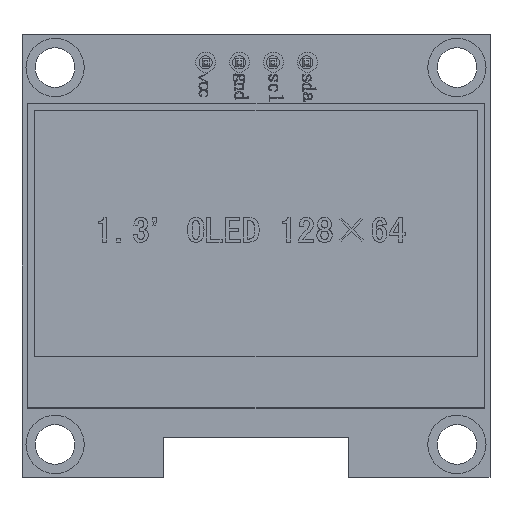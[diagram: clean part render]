
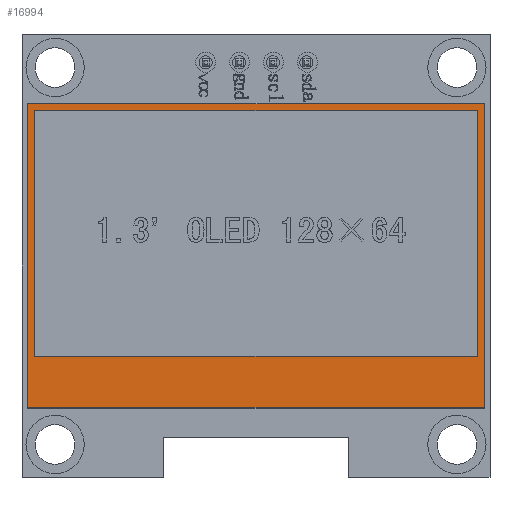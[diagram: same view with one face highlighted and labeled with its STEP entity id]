
A CAD part, top view. The second image highlights one B-rep face of the part: STEP entity #16994.
In plain terms, the highlighted planar face has unit normal (0, 0, 1).
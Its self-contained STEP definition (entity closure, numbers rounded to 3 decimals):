
#581 = EDGE_CURVE ( 'NONE', #36154, #21873, #23956, .T. ) ;
#1123 = LINE ( 'NONE', #13164, #20380 ) ;
#2875 = VERTEX_POINT ( 'NONE', #23066 ) ;
#3076 = ORIENTED_EDGE ( 'NONE', *, *, #6040, .T. ) ;
#3283 = CARTESIAN_POINT ( 'NONE',  ( 0., 15.885, 3. ) ) ;
#3339 = VERTEX_POINT ( 'NONE', #4054 ) ;
#3437 = ORIENTED_EDGE ( 'NONE', *, *, #581, .T. ) ;
#3952 = CARTESIAN_POINT ( 'NONE',  ( -25.333, 16.385, 3. ) ) ;
#3963 = EDGE_CURVE ( 'NONE', #2875, #36154, #18693, .T. ) ;
#4054 = CARTESIAN_POINT ( 'NONE',  ( -24.833, 15.885, 3. ) ) ;
#4227 = CARTESIAN_POINT ( 'NONE',  ( -25.333, 16.385, 3. ) ) ;
#4800 = LINE ( 'NONE', #4227, #23267 ) ;
#4949 = EDGE_CURVE ( 'NONE', #5798, #9541, #4800, .T. ) ;
#5676 = VERTEX_POINT ( 'NONE', #36092 ) ;
#5798 = VERTEX_POINT ( 'NONE', #31210 ) ;
#6040 = EDGE_CURVE ( 'NONE', #5676, #30174, #12172, .T. ) ;
#6137 = ORIENTED_EDGE ( 'NONE', *, *, #7468, .T. ) ;
#6446 = DIRECTION ( 'NONE',  ( 0., 1., 0. ) ) ;
#6777 = AXIS2_PLACEMENT_3D ( 'NONE', #14051, #31891, #23332 ) ;
#7468 = EDGE_CURVE ( 'NONE', #3339, #2875, #32228, .T. ) ;
#7560 = DIRECTION ( 'NONE',  ( 0., -1., 0. ) ) ;
#7720 = VECTOR ( 'NONE', #29834, 1000. ) ;
#7934 = EDGE_CURVE ( 'NONE', #30174, #5798, #21189, .T. ) ;
#7993 = VECTOR ( 'NONE', #7560, 1000. ) ;
#8834 = CARTESIAN_POINT ( 'NONE',  ( 0., -2.715, 3. ) ) ;
#9063 = CARTESIAN_POINT ( 'NONE',  ( 9.167, -6.615, 3. ) ) ;
#9541 = VERTEX_POINT ( 'NONE', #3952 ) ;
#9908 = ORIENTED_EDGE ( 'NONE', *, *, #4949, .T. ) ;
#10351 = FACE_BOUND ( 'NONE', #31983, .T. ) ;
#11722 = ORIENTED_EDGE ( 'NONE', *, *, #3963, .T. ) ;
#11774 = VECTOR ( 'NONE', #23387, 1000. ) ;
#12172 = LINE ( 'NONE', #18171, #7720 ) ;
#12933 = ORIENTED_EDGE ( 'NONE', *, *, #7934, .T. ) ;
#13164 = CARTESIAN_POINT ( 'NONE',  ( -24.833, 0., 3. ) ) ;
#14051 = CARTESIAN_POINT ( 'NONE',  ( 0., 0., 3. ) ) ;
#14601 = CARTESIAN_POINT ( 'NONE',  ( 9.167, 16.385, 3. ) ) ;
#15144 = DIRECTION ( 'NONE',  ( 1., 0., 0. ) ) ;
#16994 = ADVANCED_FACE ( 'NONE', ( #10351, #30747 ), #21823, .T. ) ;
#18171 = CARTESIAN_POINT ( 'NONE',  ( -25.333, -6.615, 3. ) ) ;
#18693 = LINE ( 'NONE', #35971, #26415 ) ;
#18806 = DIRECTION ( 'NONE',  ( 0., 1., 0. ) ) ;
#20380 = VECTOR ( 'NONE', #18806, 1000. ) ;
#20574 = ORIENTED_EDGE ( 'NONE', *, *, #24834, .T. ) ;
#21189 = LINE ( 'NONE', #14601, #26518 ) ;
#21823 = PLANE ( 'NONE',  #6777 ) ;
#21873 = VERTEX_POINT ( 'NONE', #36577 ) ;
#23066 = CARTESIAN_POINT ( 'NONE',  ( 8.667, 15.885, 3. ) ) ;
#23267 = VECTOR ( 'NONE', #27720, 1000. ) ;
#23332 = DIRECTION ( 'NONE',  ( 1., 0., 0. ) ) ;
#23387 = DIRECTION ( 'NONE',  ( -1., 0., 0. ) ) ;
#23956 = LINE ( 'NONE', #8834, #11774 ) ;
#24654 = VECTOR ( 'NONE', #15144, 1000. ) ;
#24834 = EDGE_CURVE ( 'NONE', #9541, #5676, #34161, .T. ) ;
#26415 = VECTOR ( 'NONE', #36741, 1000. ) ;
#26518 = VECTOR ( 'NONE', #6446, 1000. ) ;
#26983 = EDGE_LOOP ( 'NONE', ( #12933, #9908, #20574, #3076 ) ) ;
#27720 = DIRECTION ( 'NONE',  ( -1., 0., 0. ) ) ;
#29834 = DIRECTION ( 'NONE',  ( 1., 0., 0. ) ) ;
#30026 = EDGE_CURVE ( 'NONE', #21873, #3339, #1123, .T. ) ;
#30174 = VERTEX_POINT ( 'NONE', #9063 ) ;
#30684 = CARTESIAN_POINT ( 'NONE',  ( -25.333, 16.385, 3. ) ) ;
#30747 = FACE_OUTER_BOUND ( 'NONE', #26983, .T. ) ;
#31210 = CARTESIAN_POINT ( 'NONE',  ( 9.167, 16.385, 3. ) ) ;
#31891 = DIRECTION ( 'NONE',  ( 0., 0., 1. ) ) ;
#31983 = EDGE_LOOP ( 'NONE', ( #6137, #11722, #3437, #32943 ) ) ;
#32228 = LINE ( 'NONE', #3283, #24654 ) ;
#32943 = ORIENTED_EDGE ( 'NONE', *, *, #30026, .T. ) ;
#34161 = LINE ( 'NONE', #30684, #7993 ) ;
#35555 = CARTESIAN_POINT ( 'NONE',  ( 8.667, -2.715, 3. ) ) ;
#35971 = CARTESIAN_POINT ( 'NONE',  ( 8.667, 0., 3. ) ) ;
#36092 = CARTESIAN_POINT ( 'NONE',  ( -25.333, -6.615, 3. ) ) ;
#36154 = VERTEX_POINT ( 'NONE', #35555 ) ;
#36577 = CARTESIAN_POINT ( 'NONE',  ( -24.833, -2.715, 3. ) ) ;
#36741 = DIRECTION ( 'NONE',  ( 0., -1., 0. ) ) ;
